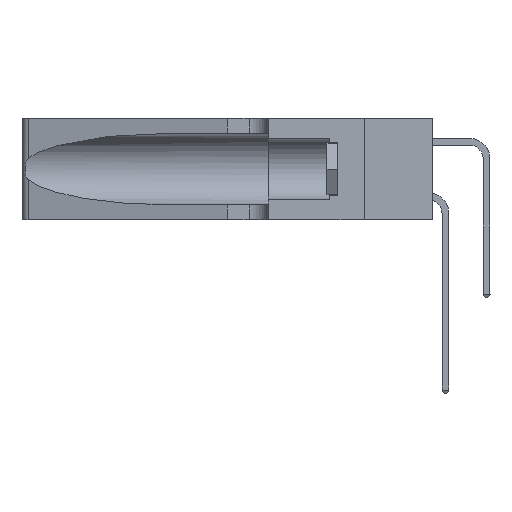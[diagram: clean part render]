
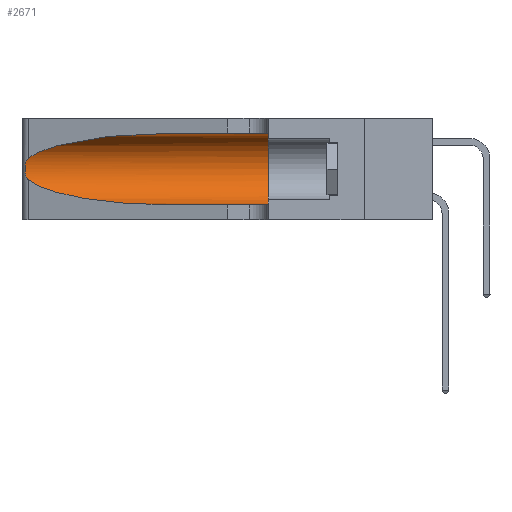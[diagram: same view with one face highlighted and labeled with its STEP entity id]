
A CAD part, left-side view. The second image highlights one B-rep face of the part: STEP entity #2671.
In plain terms, the highlighted cylindrical face has radius 3.308 mm (diameter 6.617 mm), a partial arc.
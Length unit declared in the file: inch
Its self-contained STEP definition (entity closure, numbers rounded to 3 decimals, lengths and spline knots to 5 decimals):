
#742 = CARTESIAN_POINT ( 'NONE',  ( 0.26075, 1.23896, 0.19203 ) ) ;
#2532 = CARTESIAN_POINT ( 'NONE',  ( 0.1305, 1.61858, 0.185 ) ) ;
#2671 = ADVANCED_FACE ( 'NONE', ( #14562 ), #11539, .F. ) ;
#3042 = LINE ( 'NONE', #33290, #19088 ) ;
#3974 = CARTESIAN_POINT ( 'NONE',  ( 0.26017, 1.23833, 0.17102 ) ) ;
#4553 = ORIENTED_EDGE ( 'NONE', *, *, #25556, .F. ) ;
#5211 = ORIENTED_EDGE ( 'NONE', *, *, #16607, .T. ) ;
#6166 = CARTESIAN_POINT ( 'NONE',  ( 0.2373, 1.15595, 0.08982 ) ) ;
#6299 = CARTESIAN_POINT ( 'NONE',  ( 0.1305, 0.72297, 0.05475 ) ) ;
#6524 = VERTEX_POINT ( 'NONE', #22145 ) ;
#6980 = CARTESIAN_POINT ( 'NONE',  ( 0.1305, 0.72297, 0.31525 ) ) ;
#7256 = CARTESIAN_POINT ( 'NONE',  ( 0.25789, 1.23486, 0.15765 ) ) ;
#7868 = VERTEX_POINT ( 'NONE', #31790 ) ;
#9715 = DIRECTION ( 'NONE',  ( 0., -1., 0. ) ) ;
#10492 = CARTESIAN_POINT ( 'NONE',  ( 0.25555, 1.22993, 0.14849 ) ) ;
#11539 = CYLINDRICAL_SURFACE ( 'NONE', #18872, 0.13025 ) ;
#12166 = CARTESIAN_POINT ( 'NONE',  ( 0.1305, 0.35, 0.185 ) ) ;
#12296 = DIRECTION ( 'NONE',  ( 0., -1., 0. ) ) ;
#13322 = EDGE_CURVE ( 'NONE', #24739, #27118, #17611, .T. ) ;
#14562 = FACE_OUTER_BOUND ( 'NONE', #24115, .T. ) ;
#14778 = ORIENTED_EDGE ( 'NONE', *, *, #17265, .T. ) ;
#15388 = DIRECTION ( 'NONE',  ( 0., 0., 1. ) ) ;
#15516 = DIRECTION ( 'NONE',  ( 0., 0., -1. ) ) ;
#16607 = EDGE_CURVE ( 'NONE', #7868, #20371, #38126, .T. ) ;
#16642 = CARTESIAN_POINT ( 'NONE',  ( 0.25487, 1.22718, 0.22369 ) ) ;
#16646 = CARTESIAN_POINT ( 'NONE',  ( 0.25555, 1.22994, 0.2215 ) ) ;
#16776 = CARTESIAN_POINT ( 'NONE',  ( 0.25787, 1.23484, 0.2124 ) ) ;
#17265 = EDGE_CURVE ( 'NONE', #22408, #6524, #30119, .T. ) ;
#17611 = CIRCLE ( 'NONE', #26591, 0.13025 ) ;
#18872 = AXIS2_PLACEMENT_3D ( 'NONE', #2532, #12296, #15516 ) ;
#19088 = VECTOR ( 'NONE', #36428, 39.37008 ) ;
#19913 = CARTESIAN_POINT ( 'NONE',  ( 0.26018, 1.23835, 0.19895 ) ) ;
#20371 = VERTEX_POINT ( 'NONE', #35560 ) ;
#22145 = CARTESIAN_POINT ( 'NONE',  ( 0.25487, 1.22718, 0.22369 ) ) ;
#22408 = VERTEX_POINT ( 'NONE', #26131 ) ;
#22879 = CARTESIAN_POINT ( 'NONE',  ( 0.25487, 1.22718, 0.22369 ) ) ;
#23015 = CARTESIAN_POINT ( 'NONE',  ( 0.26075, 1.23896, 0.178 ) ) ;
#23241 = LINE ( 'NONE', #28396, #24211 ) ;
#23835 = ORIENTED_EDGE ( 'NONE', *, *, #27045, .T. ) ;
#23843 = ORIENTED_EDGE ( 'NONE', *, *, #13322, .F. ) ;
#24115 = EDGE_LOOP ( 'NONE', ( #14778, #25679, #5211, #23835, #23843, #4553 ) ) ;
#24211 = VECTOR ( 'NONE', #9715, 39.37008 ) ;
#24739 = VERTEX_POINT ( 'NONE', #39011 ) ;
#25239 = CARTESIAN_POINT ( 'NONE',  ( 0.18966, 0.96281, 0.05475 ) ) ;
#25556 = EDGE_CURVE ( 'NONE', #22408, #24739, #3042, .T. ) ;
#25679 = ORIENTED_EDGE ( 'NONE', *, *, #36418, .T. ) ;
#25893 = CARTESIAN_POINT ( 'NONE',  ( 0.18966, 0.96281, 0.31525 ) ) ;
#26131 = CARTESIAN_POINT ( 'NONE',  ( 0.1305, 0.72297, 0.31525 ) ) ;
#26173 = CARTESIAN_POINT ( 'NONE',  ( 0.25856, 1.23593, 0.16098 ) ) ;
#26591 = AXIS2_PLACEMENT_3D ( 'NONE', #12166, #33939, #15388 ) ;
#27045 = EDGE_CURVE ( 'NONE', #20371, #27118, #23241, .T. ) ;
#27118 = VERTEX_POINT ( 'NONE', #34958 ) ;
#28396 = CARTESIAN_POINT ( 'NONE',  ( 0.1305, 1.61858, 0.05475 ) ) ;
#29250 = CARTESIAN_POINT ( 'NONE',  ( 0.25639, 1.23186, 0.15144 ) ) ;
#30119 =( BOUNDED_CURVE ( )  B_SPLINE_CURVE ( 3, ( #6980, #25893, #35168, #16642 ),
 .UNSPECIFIED., .F., .F. ) 
 B_SPLINE_CURVE_WITH_KNOTS ( ( 4, 4 ),
 ( 1.5708, 2.84003 ),
 .UNSPECIFIED. ) 
 CURVE ( )  GEOMETRIC_REPRESENTATION_ITEM ( )  RATIONAL_B_SPLINE_CURVE ( ( 1., 0.87, 0.87, 1. ) ) 
 REPRESENTATION_ITEM ( '' )  );
#31790 = CARTESIAN_POINT ( 'NONE',  ( 0.25487, 1.22718, 0.14631 ) ) ;
#32337 = CARTESIAN_POINT ( 'NONE',  ( 0.25487, 1.22718, 0.14631 ) ) ;
#33290 = CARTESIAN_POINT ( 'NONE',  ( 0.1305, 1.61858, 0.31525 ) ) ;
#33939 = DIRECTION ( 'NONE',  ( 0., 1., 0. ) ) ;
#34176 = B_SPLINE_CURVE_WITH_KNOTS ( 'NONE', 3,
 ( #22879, #16646, #35301, #16776, #38417, #19913, #742, #23015, #3974, #26173, #7256, #29250, #10492, #32337 ),
 .UNSPECIFIED., .F., .F.,
 ( 4, 2, 2, 2, 2, 2, 4 ),
 ( 0., 0.00027, 0.00053, 0.00107, 0.0016, 0.00187, 0.00214 ),
 .UNSPECIFIED. ) ;
#34405 = CARTESIAN_POINT ( 'NONE',  ( 0.25487, 1.22718, 0.14631 ) ) ;
#34958 = CARTESIAN_POINT ( 'NONE',  ( 0.1305, 0.35, 0.05475 ) ) ;
#35168 = CARTESIAN_POINT ( 'NONE',  ( 0.2373, 1.15595, 0.28018 ) ) ;
#35301 = CARTESIAN_POINT ( 'NONE',  ( 0.25639, 1.23184, 0.21858 ) ) ;
#35560 = CARTESIAN_POINT ( 'NONE',  ( 0.1305, 0.72297, 0.05475 ) ) ;
#36418 = EDGE_CURVE ( 'NONE', #6524, #7868, #34176, .T. ) ;
#36428 = DIRECTION ( 'NONE',  ( 0., -1., 0. ) ) ;
#38126 =( BOUNDED_CURVE ( )  B_SPLINE_CURVE ( 3, ( #34405, #6166, #25239, #6299 ),
 .UNSPECIFIED., .F., .F. ) 
 B_SPLINE_CURVE_WITH_KNOTS ( ( 4, 4 ),
 ( 3.44316, 4.71239 ),
 .UNSPECIFIED. ) 
 CURVE ( )  GEOMETRIC_REPRESENTATION_ITEM ( )  RATIONAL_B_SPLINE_CURVE ( ( 1., 0.87, 0.87, 1. ) ) 
 REPRESENTATION_ITEM ( '' )  );
#38417 = CARTESIAN_POINT ( 'NONE',  ( 0.25854, 1.2359, 0.20912 ) ) ;
#39011 = CARTESIAN_POINT ( 'NONE',  ( 0.1305, 0.35, 0.31525 ) ) ;
